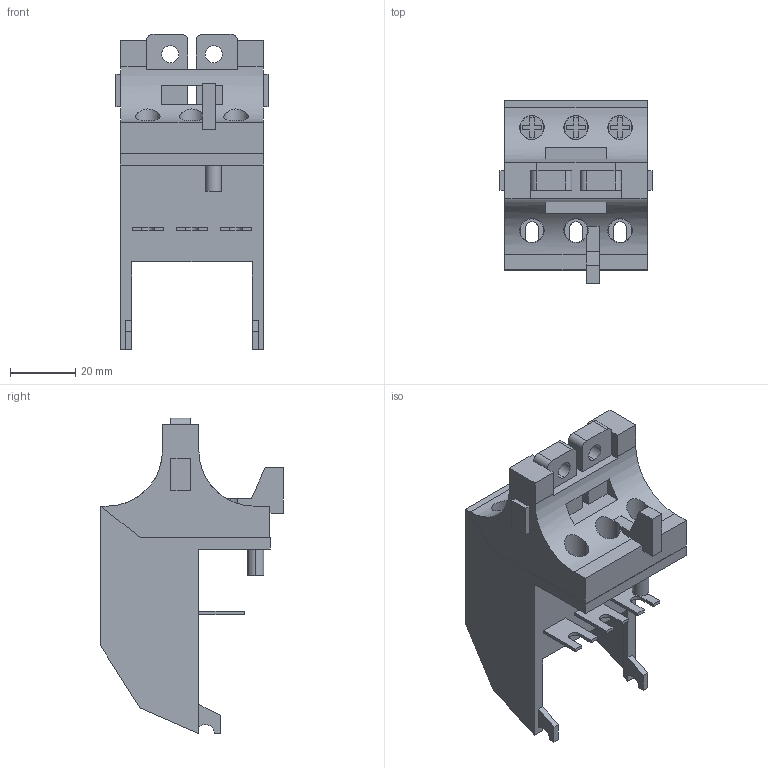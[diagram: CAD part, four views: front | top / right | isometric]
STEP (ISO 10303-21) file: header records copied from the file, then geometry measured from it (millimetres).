
FILE_DESCRIPTION((''),'2;1');
FILE_NAME('SB108728_3D-SOFTWARE_COLOUR','2013-09-06T',('SESA231906'),('Schneider-Electric'),'PRO/ENGINEER BY PARAMETRIC TECHNOLOGY CORPORATION, 2011410','PRO/ENGINEER BY PARAMETRIC TECHNOLOGY CORPORATION, 2011410','');
FILE_SCHEMA(('CONFIG_CONTROL_DESIGN'));
Length unit declared in the file: millimetre
Products named in the file (1): SB108728_3D-SOFTWARE_COLOUR
Bounding box: 46.8 x 56.21 x 97 mm (x, y, z)
Volume: 83151.2 mm3; surface area: 21740.8 mm2
Topology: 1 solids, 1 shells, 235 faces, 621 edges, 412 vertices
Faces by surface type: plane 186, cylinder 49
Entity records: 7448 total; most frequent: CARTESIAN_POINT 1461, ORIENTED_EDGE 1242, DIRECTION 1177, EDGE_CURVE 621, VECTOR 511, LINE 511, VERTEX_POINT 412, AXIS2_PLACEMENT_3D 333
